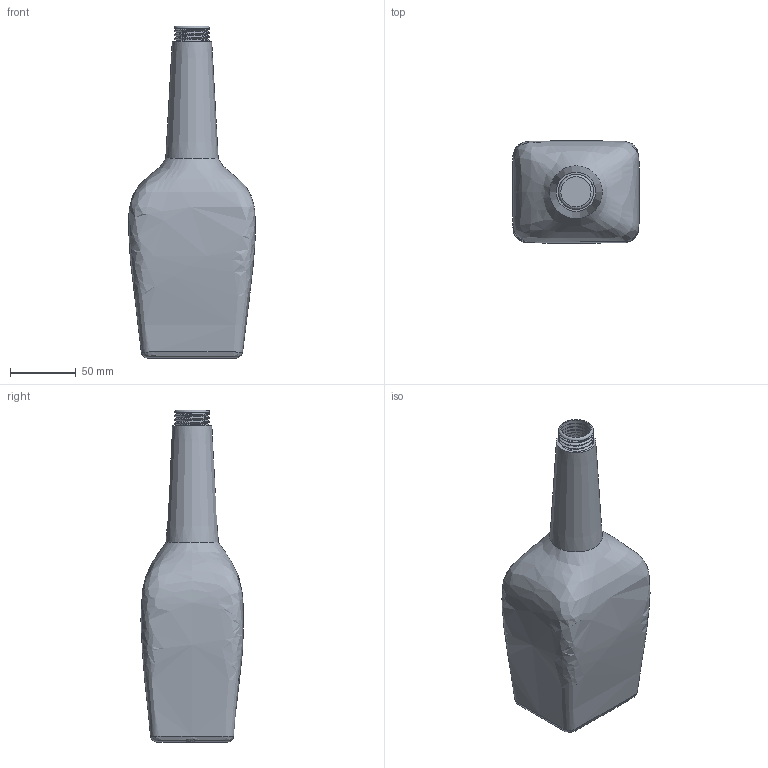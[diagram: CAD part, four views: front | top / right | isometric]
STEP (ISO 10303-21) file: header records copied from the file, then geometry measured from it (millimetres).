
FILE_DESCRIPTION(/* description */ (''),/* implementation_level */ '2;1');
FILE_NAME(/* name */ '23809525-47da-49ef-ba40-4251f12befd8.stp',/* time_stamp */ '2025-06-06T01:45:07Z',/* author */ (''),/* organization */ (''),/* preprocessor_version */ 'ST-DEVELOPER v20.1',/* originating_system */ 'Autodesk Translation Framework v14.10.0.0',/* authorisation */ '');
FILE_SCHEMA (('AUTOMOTIVE_DESIGN { 1 0 10303 214 3 1 1 }'));
Length unit declared in the file: millimetre
Products named in the file (2): #9317; 2025-06-06-06-04-01-424
Assembly tree (1 placements, depth 2):
  #9317
    2025-06-06-06-04-01-424
Bounding box: 96.7 x 77.81 x 252.88 mm (x, y, z)
Volume: 118172.9 mm3; surface area: 118846 mm2
Topology: 1 solids, 1 shells, 24 faces, 86 edges, 66 vertices
Faces by surface type: cylinder 10, bspline 6, plane 5, cone 2, torus 1
Full cylindrical faces by diameter (mm): 23 x1, 23.329 x2, 26.765 x3
Entity records: 9323 total; most frequent: CARTESIAN_POINT 8632, ORIENTED_EDGE 172, EDGE_CURVE 86, DIRECTION 80, VERTEX_POINT 66, B_SPLINE_CURVE_WITH_KNOTS 62, AXIS2_PLACEMENT_3D 35, EDGE_LOOP 26
